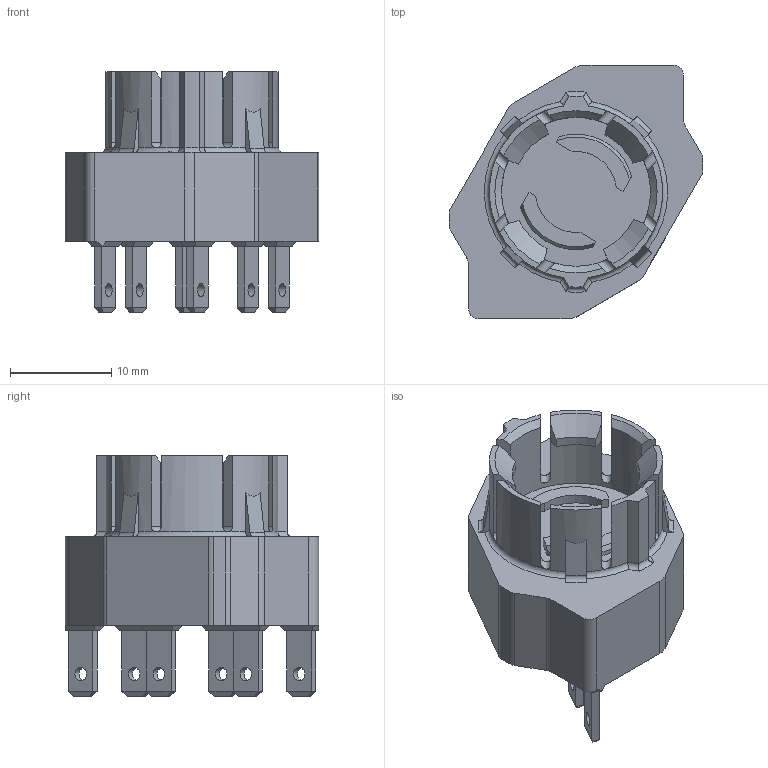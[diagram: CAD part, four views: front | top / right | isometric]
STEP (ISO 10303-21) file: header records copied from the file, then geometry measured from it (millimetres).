
FILE_DESCRIPTION(/* description */ (''),/* implementation_level */ '2;1');
FILE_NAME(/* name */ 'CT2.stp',/* time_stamp */ '2016-04-13T12:24:22+02:00',/* author */ ('mharscher'),/* organization */ (''),/* preprocessor_version */ 'ST-DEVELOPER v15.2',/* originating_system */ 'Autodesk Inventor 2014',/* authorisation */ '');
FILE_SCHEMA (('CONFIG_CONTROL_DESIGN'));
Length unit declared in the file: centimetre
Products named in the file (1): CT2_ipt
Bounding box: 25 x 25 x 23.75 mm (x, y, z)
Volume: 4613.1 mm3; surface area: 2818.5 mm2
Topology: 1 solids, 1 shells, 522 faces, 1400 edges, 920 vertices
Faces by surface type: plane 364, bspline 72, cylinder 64, torus 12, cone 10
Full cylindrical faces by diameter (mm): 1.3 x6, 3.6 x1, 14.7 x1
Entity records: 17009 total; most frequent: CARTESIAN_POINT 4489, ORIENTED_EDGE 2782, DIRECTION 2214, EDGE_CURVE 1391, LINE 1022, VECTOR 1022, VERTEX_POINT 919, AXIS2_PLACEMENT_3D 596
